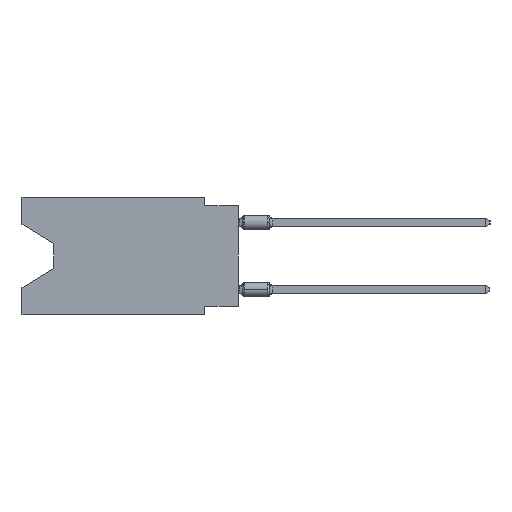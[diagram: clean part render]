
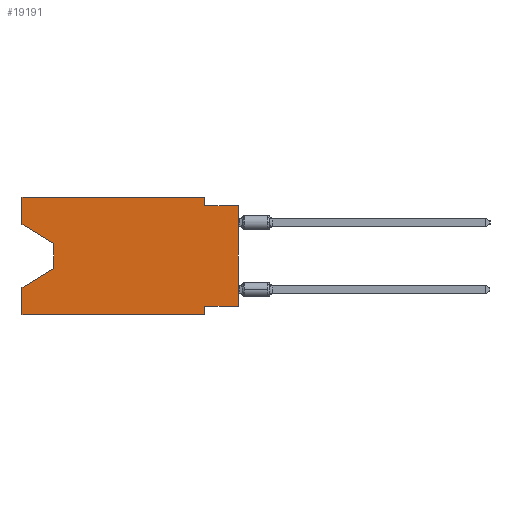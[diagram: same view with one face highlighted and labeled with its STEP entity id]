
A CAD part, left-side view. The second image highlights one B-rep face of the part: STEP entity #19191.
In plain terms, the highlighted planar face has unit normal (-1, 0, 0).
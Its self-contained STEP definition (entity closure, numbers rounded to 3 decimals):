
#81 = VECTOR ( 'NONE', #24026, 1000. ) ;
#265 = CARTESIAN_POINT ( 'NONE',  ( 0., 16.383, -8.89 ) ) ;
#434 = VECTOR ( 'NONE', #18470, 1000. ) ;
#523 = CARTESIAN_POINT ( 'NONE',  ( 0., 2.54, -0.635 ) ) ;
#619 = EDGE_CURVE ( 'NONE', #12135, #16765, #6909, .T. ) ;
#967 = CARTESIAN_POINT ( 'NONE',  ( 0., 13.97, -5.385 ) ) ;
#1197 = LINE ( 'NONE', #967, #35858 ) ;
#1317 = DIRECTION ( 'NONE',  ( 0., 0., -1. ) ) ;
#1626 = DIRECTION ( 'NONE',  ( 0., 0., 1. ) ) ;
#1856 = ORIENTED_EDGE ( 'NONE', *, *, #619, .F. ) ;
#1869 = CARTESIAN_POINT ( 'NONE',  ( 0., 16.383, 0. ) ) ;
#2450 = CARTESIAN_POINT ( 'NONE',  ( 0., 16.383, -2.038 ) ) ;
#2658 = EDGE_CURVE ( 'NONE', #16330, #34334, #21780, .T. ) ;
#2733 = CARTESIAN_POINT ( 'NONE',  ( 0., 16.383, 0. ) ) ;
#4029 = ORIENTED_EDGE ( 'NONE', *, *, #6157, .T. ) ;
#5071 = CARTESIAN_POINT ( 'NONE',  ( 0., 2.54, 0. ) ) ;
#5678 = VERTEX_POINT ( 'NONE', #28612 ) ;
#5887 = ORIENTED_EDGE ( 'NONE', *, *, #27312, .T. ) ;
#6157 = EDGE_CURVE ( 'NONE', #21049, #16765, #33591, .T. ) ;
#6451 = CARTESIAN_POINT ( 'NONE',  ( 0., 16.383, 0. ) ) ;
#6624 = ORIENTED_EDGE ( 'NONE', *, *, #39300, .F. ) ;
#6909 = LINE ( 'NONE', #41095, #20098 ) ;
#7321 = ORIENTED_EDGE ( 'NONE', *, *, #19522, .T. ) ;
#7494 = ORIENTED_EDGE ( 'NONE', *, *, #2658, .F. ) ;
#7817 = EDGE_CURVE ( 'NONE', #36374, #21809, #43355, .T. ) ;
#8936 = LINE ( 'NONE', #41822, #27857 ) ;
#9198 = VECTOR ( 'NONE', #29558, 1000. ) ;
#9386 = VERTEX_POINT ( 'NONE', #33346 ) ;
#9568 = DIRECTION ( 'NONE',  ( 0., 0., -1. ) ) ;
#10429 = CARTESIAN_POINT ( 'NONE',  ( 0., 0., -0.635 ) ) ;
#11578 = CARTESIAN_POINT ( 'NONE',  ( 0., 16.383, -6.852 ) ) ;
#11711 = LINE ( 'NONE', #5071, #18563 ) ;
#12135 = VERTEX_POINT ( 'NONE', #523 ) ;
#12204 = LINE ( 'NONE', #35623, #36844 ) ;
#13286 = VERTEX_POINT ( 'NONE', #23571 ) ;
#13942 = EDGE_CURVE ( 'NONE', #21049, #5678, #8936, .T. ) ;
#14455 = DIRECTION ( 'NONE',  ( 0., 0.855, -0.519 ) ) ;
#15330 = CARTESIAN_POINT ( 'NONE',  ( 0., 16.383, 0. ) ) ;
#15454 = VECTOR ( 'NONE', #30317, 1000. ) ;
#15542 = LINE ( 'NONE', #15330, #20736 ) ;
#15930 = LINE ( 'NONE', #2450, #34141 ) ;
#16090 = LINE ( 'NONE', #36411, #9198 ) ;
#16330 = VERTEX_POINT ( 'NONE', #1869 ) ;
#16765 = VERTEX_POINT ( 'NONE', #10429 ) ;
#18470 = DIRECTION ( 'NONE',  ( 0., -1., 0. ) ) ;
#18563 = VECTOR ( 'NONE', #1317, 1000. ) ;
#19191 = ADVANCED_FACE ( 'NONE', ( #19708 ), #43118, .F. ) ;
#19522 = EDGE_CURVE ( 'NONE', #9386, #13286, #15930, .T. ) ;
#19708 = FACE_OUTER_BOUND ( 'NONE', #41738, .T. ) ;
#19873 = DIRECTION ( 'NONE',  ( 0., -0.855, -0.519 ) ) ;
#19917 = DIRECTION ( 'NONE',  ( 1., 0., 0. ) ) ;
#20098 = VECTOR ( 'NONE', #20388, 1000. ) ;
#20177 = EDGE_CURVE ( 'NONE', #9386, #16330, #15542, .T. ) ;
#20388 = DIRECTION ( 'NONE',  ( 0., -1., 0. ) ) ;
#20736 = VECTOR ( 'NONE', #1626, 1000. ) ;
#21049 = VERTEX_POINT ( 'NONE', #23124 ) ;
#21525 = VERTEX_POINT ( 'NONE', #39854 ) ;
#21780 = LINE ( 'NONE', #35267, #434 ) ;
#21809 = VERTEX_POINT ( 'NONE', #11578 ) ;
#22403 = DIRECTION ( 'NONE',  ( 0., 1., 0. ) ) ;
#22980 = CARTESIAN_POINT ( 'NONE',  ( 0., 2.54, 0. ) ) ;
#23124 = CARTESIAN_POINT ( 'NONE',  ( 0., 0., -8.255 ) ) ;
#23296 = ORIENTED_EDGE ( 'NONE', *, *, #34486, .T. ) ;
#23571 = CARTESIAN_POINT ( 'NONE',  ( 0., 13.97, -3.505 ) ) ;
#24026 = DIRECTION ( 'NONE',  ( 0., -1., 0. ) ) ;
#25172 = VECTOR ( 'NONE', #39539, 1000. ) ;
#26068 = EDGE_CURVE ( 'NONE', #36374, #42996, #27363, .T. ) ;
#26789 = CARTESIAN_POINT ( 'NONE',  ( 0., 2.54, -8.89 ) ) ;
#27312 = EDGE_CURVE ( 'NONE', #13286, #21525, #12204, .T. ) ;
#27363 = LINE ( 'NONE', #40815, #81 ) ;
#27857 = VECTOR ( 'NONE', #22403, 1000. ) ;
#28612 = CARTESIAN_POINT ( 'NONE',  ( 0., 2.54, -8.255 ) ) ;
#29558 = DIRECTION ( 'NONE',  ( 0., 0., -1. ) ) ;
#30075 = ORIENTED_EDGE ( 'NONE', *, *, #7817, .F. ) ;
#30317 = DIRECTION ( 'NONE',  ( 0., 0., 1. ) ) ;
#31275 = EDGE_CURVE ( 'NONE', #34334, #12135, #11711, .T. ) ;
#33346 = CARTESIAN_POINT ( 'NONE',  ( 0., 16.383, -2.038 ) ) ;
#33591 = LINE ( 'NONE', #36487, #25172 ) ;
#34096 = AXIS2_PLACEMENT_3D ( 'NONE', #6451, #19917, #9568 ) ;
#34141 = VECTOR ( 'NONE', #19873, 1000. ) ;
#34334 = VERTEX_POINT ( 'NONE', #22980 ) ;
#34486 = EDGE_CURVE ( 'NONE', #21525, #21809, #1197, .T. ) ;
#34579 = ORIENTED_EDGE ( 'NONE', *, *, #31275, .F. ) ;
#35267 = CARTESIAN_POINT ( 'NONE',  ( 0., 16.383, 0. ) ) ;
#35623 = CARTESIAN_POINT ( 'NONE',  ( 0., 13.97, -3.505 ) ) ;
#35858 = VECTOR ( 'NONE', #14455, 1000. ) ;
#36374 = VERTEX_POINT ( 'NONE', #265 ) ;
#36411 = CARTESIAN_POINT ( 'NONE',  ( 0., 2.54, -8.89 ) ) ;
#36487 = CARTESIAN_POINT ( 'NONE',  ( 0., 0., 0. ) ) ;
#36844 = VECTOR ( 'NONE', #42426, 1000. ) ;
#39001 = ORIENTED_EDGE ( 'NONE', *, *, #13942, .F. ) ;
#39300 = EDGE_CURVE ( 'NONE', #5678, #42996, #16090, .T. ) ;
#39539 = DIRECTION ( 'NONE',  ( 0., 0., 1. ) ) ;
#39854 = CARTESIAN_POINT ( 'NONE',  ( 0., 13.97, -5.385 ) ) ;
#40815 = CARTESIAN_POINT ( 'NONE',  ( 0., 16.383, -8.89 ) ) ;
#41095 = CARTESIAN_POINT ( 'NONE',  ( 0., 0., -0.635 ) ) ;
#41145 = ORIENTED_EDGE ( 'NONE', *, *, #20177, .F. ) ;
#41457 = ORIENTED_EDGE ( 'NONE', *, *, #26068, .T. ) ;
#41738 = EDGE_LOOP ( 'NONE', ( #7321, #5887, #23296, #30075, #41457, #6624, #39001, #4029, #1856, #34579, #7494, #41145 ) ) ;
#41822 = CARTESIAN_POINT ( 'NONE',  ( 0., 0., -8.255 ) ) ;
#42426 = DIRECTION ( 'NONE',  ( 0., 0., -1. ) ) ;
#42996 = VERTEX_POINT ( 'NONE', #26789 ) ;
#43118 = PLANE ( 'NONE',  #34096 ) ;
#43355 = LINE ( 'NONE', #2733, #15454 ) ;
